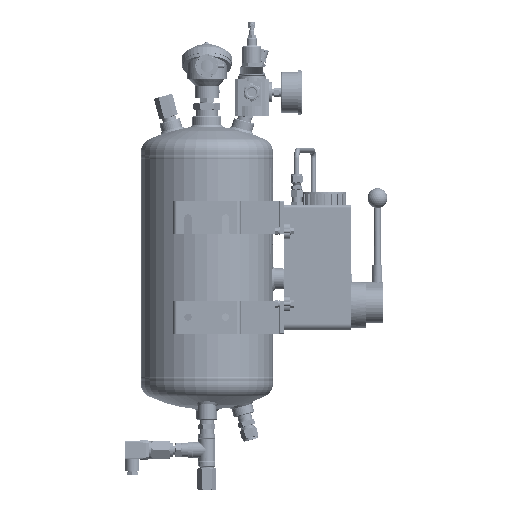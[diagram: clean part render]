
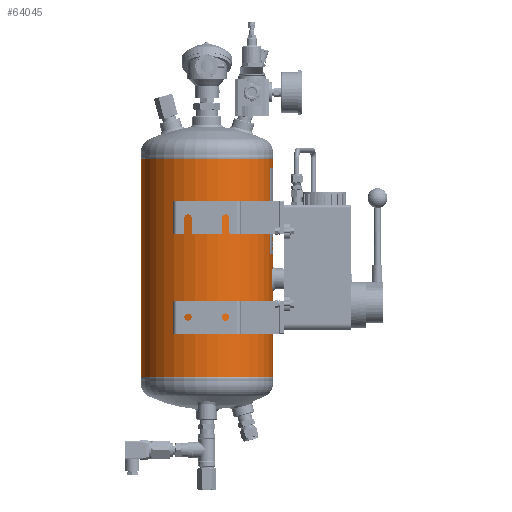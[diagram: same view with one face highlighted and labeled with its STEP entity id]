
A CAD part, left-side view. The second image highlights one B-rep face of the part: STEP entity #64045.
In plain terms, the highlighted cylindrical face has radius 100 mm (diameter 200 mm), a partial arc.
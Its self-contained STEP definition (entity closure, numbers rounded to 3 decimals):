
#4126=LINE('',#102401,#8460);
#4127=LINE('',#102406,#8461);
#4128=LINE('',#102410,#8462);
#4129=LINE('',#102414,#8463);
#8460=VECTOR('',#84736,1000.);
#8461=VECTOR('',#84739,1000.);
#8462=VECTOR('',#84742,1000.);
#8463=VECTOR('',#84745,1000.);
#12794=CIRCLE('',#78104,100.);
#12795=CIRCLE('',#78105,100.);
#12796=CIRCLE('',#78106,100.);
#12797=CIRCLE('',#78107,100.);
#15134=ORIENTED_EDGE('',*,*,#34256,.T.);
#15135=ORIENTED_EDGE('',*,*,#34257,.T.);
#15136=ORIENTED_EDGE('',*,*,#34258,.T.);
#15137=ORIENTED_EDGE('',*,*,#34259,.F.);
#15138=ORIENTED_EDGE('',*,*,#34260,.F.);
#15139=ORIENTED_EDGE('',*,*,#34261,.F.);
#15140=ORIENTED_EDGE('',*,*,#34262,.F.);
#15141=ORIENTED_EDGE('',*,*,#34263,.T.);
#15142=ORIENTED_EDGE('',*,*,#34264,.T.);
#15143=ORIENTED_EDGE('',*,*,#34265,.F.);
#15144=ORIENTED_EDGE('',*,*,#34266,.F.);
#34256=EDGE_CURVE('',#43817,#43817,#50453,.T.);
#34257=EDGE_CURVE('',#43818,#43818,#50454,.T.);
#34258=EDGE_CURVE('',#43819,#43819,#50455,.T.);
#34259=EDGE_CURVE('',#43820,#43821,#4126,.T.);
#34260=EDGE_CURVE('',#43822,#43820,#12794,.T.);
#34261=EDGE_CURVE('',#43823,#43822,#4127,.F.);
#34262=EDGE_CURVE('',#43824,#43823,#12795,.T.);
#34263=EDGE_CURVE('',#43824,#43825,#4128,.T.);
#34264=EDGE_CURVE('',#43825,#43826,#12796,.T.);
#34265=EDGE_CURVE('',#43827,#43826,#4129,.T.);
#34266=EDGE_CURVE('',#43821,#43827,#12797,.T.);
#43817=VERTEX_POINT('',#102376);
#43818=VERTEX_POINT('',#102388);
#43819=VERTEX_POINT('',#102400);
#43820=VERTEX_POINT('',#102402);
#43821=VERTEX_POINT('',#102403);
#43822=VERTEX_POINT('',#102405);
#43823=VERTEX_POINT('',#102407);
#43824=VERTEX_POINT('',#102409);
#43825=VERTEX_POINT('',#102411);
#43826=VERTEX_POINT('',#102413);
#43827=VERTEX_POINT('',#102415);
#50453=B_SPLINE_CURVE_WITH_KNOTS('',3,(#102357,#102358,#102359,#102360,
#102361,#102362,#102363,#102364,#102365,#102366,#102367,#102368,#102369,
#102370,#102371,#102372,#102373,#102374,#102375),.UNSPECIFIED.,.T.,.F.,
(1,1,1,1,1,1,1,1,1,1,1,1,1,1,1,1,1,1,1,1,1,1,1),(-0.018,-0.012,
-0.006,0.,0.006,0.012,0.018,
0.023,0.029,0.035,0.041,
0.047,0.053,0.059,0.065,
0.07,0.076,0.082,0.088,
0.094,0.1,0.106,0.112),
 .UNSPECIFIED.);
#50454=B_SPLINE_CURVE_WITH_KNOTS('',3,(#102377,#102378,#102379,#102380,
#102381,#102382,#102383,#102384,#102385,#102386,#102387),.UNSPECIFIED.,
 .T.,.F.,(1,1,1,1,1,1,1,1,1,1,1,1,1,1,1),(-0.012,-0.008,
-0.004,0.,0.004,0.008,
0.012,0.016,0.02,0.023,
0.027,0.031,0.035,0.039,
0.043),.UNSPECIFIED.);
#50455=B_SPLINE_CURVE_WITH_KNOTS('',3,(#102389,#102390,#102391,#102392,
#102393,#102394,#102395,#102396,#102397,#102398,#102399),.UNSPECIFIED.,
 .T.,.F.,(1,1,1,1,1,1,1,1,1,1,1,1,1,1,1),(-0.012,-0.008,
-0.004,0.,0.004,0.008,
0.012,0.016,0.02,0.023,
0.027,0.031,0.035,0.039,
0.043),.UNSPECIFIED.);
#52976=EDGE_LOOP('',(#15134));
#52977=EDGE_LOOP('',(#15135));
#52978=EDGE_LOOP('',(#15136));
#52979=EDGE_LOOP('',(#15137,#15138,#15139,#15140,#15141,#15142,#15143,#15144));
#58030=FACE_BOUND('',#52976,.T.);
#58031=FACE_BOUND('',#52977,.T.);
#58032=FACE_BOUND('',#52978,.T.);
#58033=FACE_BOUND('',#52979,.T.);
#63084=CYLINDRICAL_SURFACE('',#78103,100.);
#64045=ADVANCED_FACE('',(#58030,#58031,#58032,#58033),#63084,.T.);
#78103=AXIS2_PLACEMENT_3D('',#102356,#84734,#84735);
#78104=AXIS2_PLACEMENT_3D('',#102404,#84737,#84738);
#78105=AXIS2_PLACEMENT_3D('',#102408,#84740,#84741);
#78106=AXIS2_PLACEMENT_3D('',#102412,#84743,#84744);
#78107=AXIS2_PLACEMENT_3D('',#102416,#84746,#84747);
#84734=DIRECTION('',(0.,-1.,0.));
#84735=DIRECTION('',(0.,0.,-1.));
#84736=DIRECTION('',(0.,-1.,0.));
#84737=DIRECTION('',(0.,1.,0.));
#84738=DIRECTION('',(1.,0.,0.));
#84739=DIRECTION('',(0.,-1.,0.));
#84740=DIRECTION('',(0.,-1.,0.));
#84741=DIRECTION('',(1.,0.,0.));
#84742=DIRECTION('',(0.,-1.,0.));
#84743=DIRECTION('',(0.,1.,0.));
#84744=DIRECTION('',(1.,0.,0.));
#84745=DIRECTION('',(0.,-1.,0.));
#84746=DIRECTION('',(0.,-1.,0.));
#84747=DIRECTION('',(1.,0.,0.));
#102356=CARTESIAN_POINT('',(0.,330.,0.));
#102357=CARTESIAN_POINT('',(-98.994,187.429,14.208));
#102358=CARTESIAN_POINT('',(-98.806,181.503,15.395));
#102359=CARTESIAN_POINT('',(-98.993,175.608,14.214));
#102360=CARTESIAN_POINT('',(-99.436,170.625,10.88));
#102361=CARTESIAN_POINT('',(-99.878,167.295,5.9));
#102362=CARTESIAN_POINT('',(-100.061,166.117,0.009));
#102363=CARTESIAN_POINT('',(-99.879,167.288,-5.887));
#102364=CARTESIAN_POINT('',(-99.437,170.623,-10.879));
#102365=CARTESIAN_POINT('',(-98.992,175.61,-14.215));
#102366=CARTESIAN_POINT('',(-98.807,181.503,-15.391));
#102367=CARTESIAN_POINT('',(-98.992,187.396,-14.219));
#102368=CARTESIAN_POINT('',(-99.435,192.379,-10.892));
#102369=CARTESIAN_POINT('',(-99.877,195.718,-5.914));
#102370=CARTESIAN_POINT('',(-100.061,196.901,-0.013));
#102371=CARTESIAN_POINT('',(-99.878,195.728,5.889));
#102372=CARTESIAN_POINT('',(-99.437,192.395,10.874));
#102373=CARTESIAN_POINT('',(-98.994,187.429,14.208));
#102374=CARTESIAN_POINT('',(-98.806,181.503,15.395));
#102375=CARTESIAN_POINT('',(-98.993,175.608,14.214));
#102376=CARTESIAN_POINT('',(-98.869,181.508,15.));
#102377=CARTESIAN_POINT('',(3.922,158.915,-99.937));
#102378=CARTESIAN_POINT('',(-0.001,160.542,-100.031));
#102379=CARTESIAN_POINT('',(-3.918,158.916,-99.937));
#102380=CARTESIAN_POINT('',(-5.54,155.004,-99.844));
#102381=CARTESIAN_POINT('',(-3.921,151.083,-99.937));
#102382=CARTESIAN_POINT('',(-0.001,149.46,-100.031));
#102383=CARTESIAN_POINT('',(3.913,151.078,-99.938));
#102384=CARTESIAN_POINT('',(5.541,154.994,-99.844));
#102385=CARTESIAN_POINT('',(3.922,158.915,-99.937));
#102386=CARTESIAN_POINT('',(-0.001,160.542,-100.031));
#102387=CARTESIAN_POINT('',(-3.918,158.916,-99.937));
#102388=CARTESIAN_POINT('',(0.,160.,-100.));
#102389=CARTESIAN_POINT('',(3.922,48.915,-99.937));
#102390=CARTESIAN_POINT('',(-0.001,50.542,-100.031));
#102391=CARTESIAN_POINT('',(-3.918,48.916,-99.937));
#102392=CARTESIAN_POINT('',(-5.54,45.004,-99.844));
#102393=CARTESIAN_POINT('',(-3.921,41.083,-99.937));
#102394=CARTESIAN_POINT('',(-0.001,39.46,-100.031));
#102395=CARTESIAN_POINT('',(3.913,41.078,-99.938));
#102396=CARTESIAN_POINT('',(5.541,44.994,-99.844));
#102397=CARTESIAN_POINT('',(3.922,48.915,-99.937));
#102398=CARTESIAN_POINT('',(-0.001,50.542,-100.031));
#102399=CARTESIAN_POINT('',(-3.918,48.916,-99.937));
#102400=CARTESIAN_POINT('',(0.,50.,-100.));
#102401=CARTESIAN_POINT('',(-0.241,165.,100.));
#102402=CARTESIAN_POINT('',(-0.241,330.,100.));
#102403=CARTESIAN_POINT('',(-0.241,265.,100.));
#102404=CARTESIAN_POINT('',(0.,330.,0.));
#102405=CARTESIAN_POINT('',(0.241,330.,100.));
#102406=CARTESIAN_POINT('',(0.241,165.,100.));
#102407=CARTESIAN_POINT('',(0.241,265.,100.));
#102408=CARTESIAN_POINT('',(0.,265.,0.));
#102409=CARTESIAN_POINT('',(0.254,265.,100.));
#102410=CARTESIAN_POINT('',(0.254,265.,100.));
#102411=CARTESIAN_POINT('',(0.254,0.,100.));
#102412=CARTESIAN_POINT('',(0.,0.,0.));
#102413=CARTESIAN_POINT('',(-0.254,0.,100.));
#102414=CARTESIAN_POINT('',(-0.254,265.,100.));
#102415=CARTESIAN_POINT('',(-0.254,265.,100.));
#102416=CARTESIAN_POINT('',(0.,265.,0.));
